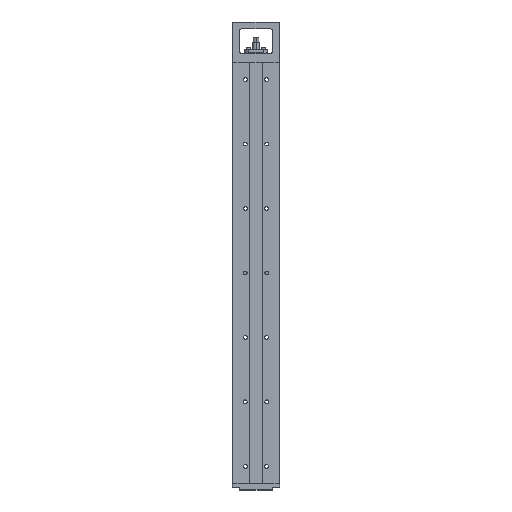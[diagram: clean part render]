
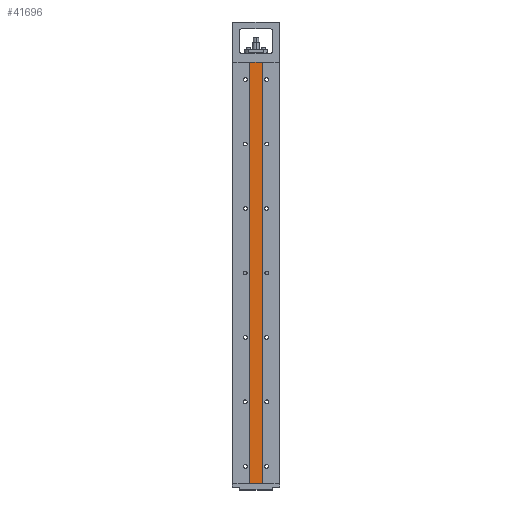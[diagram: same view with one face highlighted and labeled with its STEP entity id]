
A CAD part, front view. The second image highlights one B-rep face of the part: STEP entity #41696.
In plain terms, the highlighted planar face has unit normal (0, -1, 0).
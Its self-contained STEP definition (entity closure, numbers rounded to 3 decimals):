
#749 = CARTESIAN_POINT ( 'NONE',  ( 263.008, 523.63, 1267.382 ) ) ;
#1548 = LINE ( 'NONE', #43789, #24731 ) ;
#1786 = VECTOR ( 'NONE', #28833, 1000. ) ;
#1866 = VECTOR ( 'NONE', #18322, 1000. ) ;
#2252 = CARTESIAN_POINT ( 'NONE',  ( 262.708, 523.63, 287.382 ) ) ;
#2964 = VERTEX_POINT ( 'NONE', #5107 ) ;
#3847 = CARTESIAN_POINT ( 'NONE',  ( 292.408, 523.63, 1267.382 ) ) ;
#5107 = CARTESIAN_POINT ( 'NONE',  ( 292.408, 523.63, 1267.382 ) ) ;
#5948 = CARTESIAN_POINT ( 'NONE',  ( 262.708, 523.63, 1267.382 ) ) ;
#6479 = EDGE_CURVE ( 'NONE', #2964, #38973, #16042, .T. ) ;
#7488 = VERTEX_POINT ( 'NONE', #15022 ) ;
#9464 = EDGE_LOOP ( 'NONE', ( #44577, #32625, #25623, #31734 ) ) ;
#10741 = LINE ( 'NONE', #14776, #1866 ) ;
#13405 = EDGE_CURVE ( 'NONE', #25309, #2964, #22196, .T. ) ;
#14776 = CARTESIAN_POINT ( 'NONE',  ( 263.008, 523.63, 287.382 ) ) ;
#15022 = CARTESIAN_POINT ( 'NONE',  ( 263.008, 523.63, 287.382 ) ) ;
#15989 = AXIS2_PLACEMENT_3D ( 'NONE', #2252, #44762, #27247 ) ;
#16042 = LINE ( 'NONE', #5948, #32035 ) ;
#18322 = DIRECTION ( 'NONE',  ( 0., 0., -1. ) ) ;
#19560 = EDGE_CURVE ( 'NONE', #25309, #7488, #1548, .T. ) ;
#22196 = LINE ( 'NONE', #3847, #1786 ) ;
#24731 = VECTOR ( 'NONE', #27014, 1000. ) ;
#25309 = VERTEX_POINT ( 'NONE', #25696 ) ;
#25623 = ORIENTED_EDGE ( 'NONE', *, *, #19560, .F. ) ;
#25696 = CARTESIAN_POINT ( 'NONE',  ( 292.408, 523.63, 287.382 ) ) ;
#27014 = DIRECTION ( 'NONE',  ( -1., 0., 0. ) ) ;
#27247 = DIRECTION ( 'NONE',  ( 0., 0., 1. ) ) ;
#27602 = EDGE_CURVE ( 'NONE', #38973, #7488, #10741, .T. ) ;
#28833 = DIRECTION ( 'NONE',  ( 0., 0., 1. ) ) ;
#30198 = FACE_OUTER_BOUND ( 'NONE', #9464, .T. ) ;
#31734 = ORIENTED_EDGE ( 'NONE', *, *, #13405, .T. ) ;
#32035 = VECTOR ( 'NONE', #34611, 1000. ) ;
#32625 = ORIENTED_EDGE ( 'NONE', *, *, #27602, .T. ) ;
#34611 = DIRECTION ( 'NONE',  ( -1., 0., 0. ) ) ;
#38973 = VERTEX_POINT ( 'NONE', #749 ) ;
#41696 = ADVANCED_FACE ( 'NONE', ( #30198 ), #43723, .F. ) ;
#43723 = PLANE ( 'NONE',  #15989 ) ;
#43789 = CARTESIAN_POINT ( 'NONE',  ( 262.708, 523.63, 287.382 ) ) ;
#44577 = ORIENTED_EDGE ( 'NONE', *, *, #6479, .T. ) ;
#44762 = DIRECTION ( 'NONE',  ( 0., 1., 0. ) ) ;
